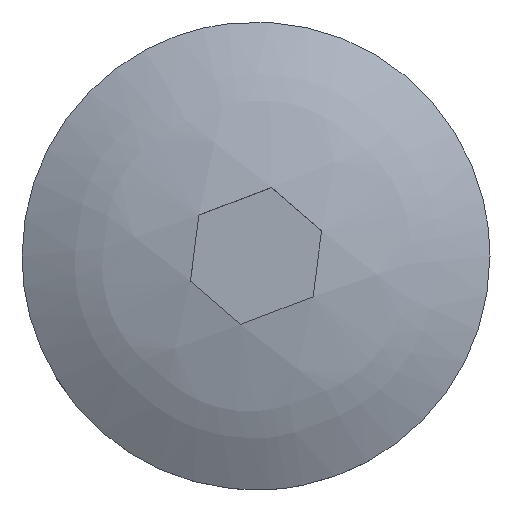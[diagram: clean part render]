
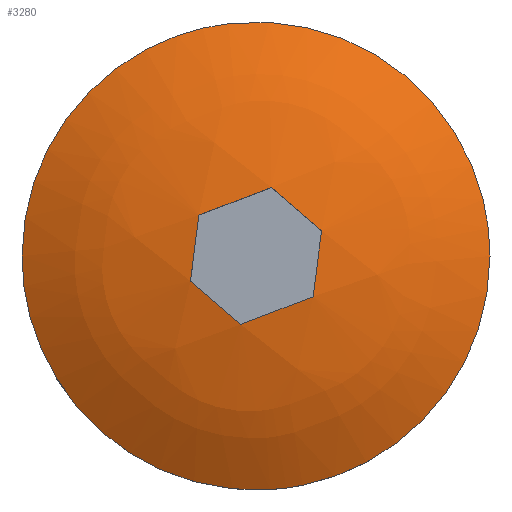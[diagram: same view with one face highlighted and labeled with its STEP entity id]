
A CAD part, top view. The second image highlights one B-rep face of the part: STEP entity #3280.
In plain terms, the highlighted free-form (B-spline) face has degree [2, 2] with [4, 4] control points.
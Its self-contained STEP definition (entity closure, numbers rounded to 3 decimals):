
#767=CARTESIAN_POINT('',(-0.708,5.958,7.352));
#768=VERTEX_POINT('',#767);
#774=CARTESIAN_POINT('',(6.0,0.0,7.352));
#775=VERTEX_POINT('',#774);
#776=CARTESIAN_POINT('',(-0.708,5.958,7.352));
#777=CARTESIAN_POINT('',(-0.355,6.0,7.352));
#778=CARTESIAN_POINT('',(0.0,6.0,7.352));
#779=CARTESIAN_POINT('',(6.0,6.0,7.352));
#780=CARTESIAN_POINT('',(6.0,0.0,7.352));
#788=(BOUNDED_CURVE()B_SPLINE_CURVE(2,(#776,#777,#778,#779,#780),.UNSPECIFIED.,.F.,.U.)B_SPLINE_CURVE_WITH_KNOTS((3,2,3),(0.23,0.25,0.5),.UNSPECIFIED.)CURVE()GEOMETRIC_REPRESENTATION_ITEM()RATIONAL_B_SPLINE_CURVE((0.956,0.976,1.0,0.707,1.0))REPRESENTATION_ITEM(''));
#789=EDGE_CURVE('',#768,#775,#788,.T.);
#791=CARTESIAN_POINT('',(0.366,-5.989,7.352));
#792=VERTEX_POINT('',#791);
#793=CARTESIAN_POINT('',(6.0,0.0,7.352));
#794=CARTESIAN_POINT('',(6.,-5.644,7.352));
#795=CARTESIAN_POINT('',(0.366,-5.989,7.352));
#803=(BOUNDED_CURVE()B_SPLINE_CURVE(2,(#793,#794,#795),.UNSPECIFIED.,.F.,.U.)B_SPLINE_CURVE_WITH_KNOTS((3,3),(0.5,0.739),.UNSPECIFIED.)CURVE()GEOMETRIC_REPRESENTATION_ITEM()RATIONAL_B_SPLINE_CURVE((1.0,0.72,0.976))REPRESENTATION_ITEM(''));
#804=EDGE_CURVE('',#775,#792,#803,.T.);
#878=CARTESIAN_POINT('',(-6.0,0.0,7.352));
#879=VERTEX_POINT('',#878);
#880=CARTESIAN_POINT('',(0.366,-5.989,7.352));
#881=CARTESIAN_POINT('',(0.183,-6.0,7.352));
#882=CARTESIAN_POINT('',(0.0,-6.0,7.352));
#883=CARTESIAN_POINT('',(-6.0,-6.0,7.352));
#884=CARTESIAN_POINT('',(-6.0,0.0,7.352));
#892=(BOUNDED_CURVE()B_SPLINE_CURVE(2,(#880,#881,#882,#883,#884),.UNSPECIFIED.,.F.,.U.)B_SPLINE_CURVE_WITH_KNOTS((3,2,3),(0.739,0.75,1.0),.UNSPECIFIED.)CURVE()GEOMETRIC_REPRESENTATION_ITEM()RATIONAL_B_SPLINE_CURVE((0.976,0.988,1.0,0.707,1.0))REPRESENTATION_ITEM(''));
#893=EDGE_CURVE('',#792,#879,#892,.T.);
#895=CARTESIAN_POINT('',(-6.0,0.0,7.352));
#896=CARTESIAN_POINT('',(-6.,5.329,7.352));
#897=CARTESIAN_POINT('',(-0.708,5.958,7.352));
#905=(BOUNDED_CURVE()B_SPLINE_CURVE(2,(#895,#896,#897),.UNSPECIFIED.,.F.,.U.)B_SPLINE_CURVE_WITH_KNOTS((3,3),(0.0,0.23),.UNSPECIFIED.)CURVE()GEOMETRIC_REPRESENTATION_ITEM()RATIONAL_B_SPLINE_CURVE((1.0,0.731,0.956))REPRESENTATION_ITEM(''));
#906=EDGE_CURVE('',#879,#768,#905,.T.);
#2980=CARTESIAN_POINT('',(-1.466,1.044,8.816));
#2981=VERTEX_POINT('',#2980);
#2982=CARTESIAN_POINT('',(-1.68,-0.645,8.816));
#2983=VERTEX_POINT('',#2982);
#2984=CARTESIAN_POINT('',(-1.466,1.044,8.816));
#2985=CARTESIAN_POINT('',(-1.573,0.199,8.877));
#2986=CARTESIAN_POINT('',(-1.68,-0.645,8.816));
#2994=(BOUNDED_CURVE()B_SPLINE_CURVE(2,(#2984,#2985,#2986),.UNSPECIFIED.,.F.,.U.)CURVE()GEOMETRIC_REPRESENTATION_ITEM()QUASI_UNIFORM_CURVE()RATIONAL_B_SPLINE_CURVE((1.0,0.997,1.0))REPRESENTATION_ITEM(''));
#2995=EDGE_CURVE('',#2981,#2983,#2994,.T.);
#3016=CARTESIAN_POINT('',(0.391,1.757,8.816));
#3017=VERTEX_POINT('',#3016);
#3018=CARTESIAN_POINT('',(0.391,1.757,8.816));
#3019=CARTESIAN_POINT('',(-0.538,1.4,8.899));
#3020=CARTESIAN_POINT('',(-1.466,1.044,8.816));
#3028=(BOUNDED_CURVE()B_SPLINE_CURVE(2,(#3018,#3019,#3020),.UNSPECIFIED.,.F.,.U.)CURVE()GEOMETRIC_REPRESENTATION_ITEM()QUASI_UNIFORM_CURVE()RATIONAL_B_SPLINE_CURVE((1.0,0.997,1.0))REPRESENTATION_ITEM(''));
#3029=EDGE_CURVE('',#3017,#2981,#3028,.T.);
#3046=CARTESIAN_POINT('',(1.68,0.645,8.816));
#3047=VERTEX_POINT('',#3046);
#3048=CARTESIAN_POINT('',(1.68,0.645,8.816));
#3049=CARTESIAN_POINT('',(1.036,1.201,8.877));
#3050=CARTESIAN_POINT('',(0.391,1.757,8.816));
#3058=(BOUNDED_CURVE()B_SPLINE_CURVE(2,(#3048,#3049,#3050),.UNSPECIFIED.,.F.,.U.)CURVE()GEOMETRIC_REPRESENTATION_ITEM()QUASI_UNIFORM_CURVE()RATIONAL_B_SPLINE_CURVE((1.0,0.997,1.0))REPRESENTATION_ITEM(''));
#3059=EDGE_CURVE('',#3047,#3017,#3058,.T.);
#3076=CARTESIAN_POINT('',(1.466,-1.044,8.816));
#3077=VERTEX_POINT('',#3076);
#3078=CARTESIAN_POINT('',(1.466,-1.044,8.816));
#3079=CARTESIAN_POINT('',(1.573,-0.199,8.877));
#3080=CARTESIAN_POINT('',(1.68,0.645,8.816));
#3088=(BOUNDED_CURVE()B_SPLINE_CURVE(2,(#3078,#3079,#3080),.UNSPECIFIED.,.F.,.U.)CURVE()GEOMETRIC_REPRESENTATION_ITEM()QUASI_UNIFORM_CURVE()RATIONAL_B_SPLINE_CURVE((1.0,0.997,1.0))REPRESENTATION_ITEM(''));
#3089=EDGE_CURVE('',#3077,#3047,#3088,.T.);
#3106=CARTESIAN_POINT('',(-0.391,-1.757,8.816));
#3107=VERTEX_POINT('',#3106);
#3108=CARTESIAN_POINT('',(-0.391,-1.757,8.816));
#3109=CARTESIAN_POINT('',(0.538,-1.4,8.899));
#3110=CARTESIAN_POINT('',(1.466,-1.044,8.816));
#3118=(BOUNDED_CURVE()B_SPLINE_CURVE(2,(#3108,#3109,#3110),.UNSPECIFIED.,.F.,.U.)CURVE()GEOMETRIC_REPRESENTATION_ITEM()QUASI_UNIFORM_CURVE()RATIONAL_B_SPLINE_CURVE((1.0,0.997,1.0))REPRESENTATION_ITEM(''));
#3119=EDGE_CURVE('',#3107,#3077,#3118,.T.);
#3136=CARTESIAN_POINT('',(-1.68,-0.645,8.816));
#3137=CARTESIAN_POINT('',(-1.036,-1.201,8.877));
#3138=CARTESIAN_POINT('',(-0.391,-1.757,8.816));
#3146=(BOUNDED_CURVE()B_SPLINE_CURVE(2,(#3136,#3137,#3138),.UNSPECIFIED.,.F.,.U.)CURVE()GEOMETRIC_REPRESENTATION_ITEM()QUASI_UNIFORM_CURVE()RATIONAL_B_SPLINE_CURVE((1.0,0.997,1.0))REPRESENTATION_ITEM(''));
#3147=EDGE_CURVE('',#2983,#3107,#3146,.T.);
#3242=CARTESIAN_POINT('',(-6.031,-6.031,5.414));
#3243=CARTESIAN_POINT('',(-3.254,-6.509,7.043));
#3244=CARTESIAN_POINT('',(3.254,-6.509,7.043));
#3245=CARTESIAN_POINT('',(6.031,-6.031,5.414));
#3246=CARTESIAN_POINT('',(-6.509,-3.254,7.043));
#3247=CARTESIAN_POINT('',(-3.534,-3.534,8.952));
#3248=CARTESIAN_POINT('',(3.534,-3.534,8.952));
#3249=CARTESIAN_POINT('',(6.509,-3.254,7.043));
#3250=CARTESIAN_POINT('',(-6.509,3.254,7.043));
#3251=CARTESIAN_POINT('',(-3.534,3.534,8.952));
#3252=CARTESIAN_POINT('',(3.534,3.534,8.952));
#3253=CARTESIAN_POINT('',(6.509,3.254,7.043));
#3254=CARTESIAN_POINT('',(-6.031,6.031,5.414));
#3255=CARTESIAN_POINT('',(-3.254,6.509,7.043));
#3256=CARTESIAN_POINT('',(3.254,6.509,7.043));
#3257=CARTESIAN_POINT('',(6.031,6.031,5.414));
#3265=(BOUNDED_SURFACE()B_SPLINE_SURFACE(2,2,((#3242,#3246,#3250,#3254),(#3243,#3247,#3251,#3255),(#3244,#3248,#3252,#3256),(#3245,#3249,#3253,#3257)),.UNSPECIFIED.,.F.,.F.,.U.)B_SPLINE_SURFACE_WITH_KNOTS((3,1,3),(3,1,3),(1.356,8.01,14.664),(1.356,8.01,14.664),.UNSPECIFIED.)GEOMETRIC_REPRESENTATION_ITEM()RATIONAL_B_SPLINE_SURFACE(((1.172,1.086,1.086,1.172),(1.086,1.0,1.0,1.086),(1.086,1.0,1.0,1.086),(1.172,1.086,1.086,1.172)))REPRESENTATION_ITEM('')SURFACE());
#3266=ORIENTED_EDGE('',*,*,#893,.F.);
#3267=ORIENTED_EDGE('',*,*,#804,.F.);
#3268=ORIENTED_EDGE('',*,*,#789,.F.);
#3269=ORIENTED_EDGE('',*,*,#906,.F.);
#3270=EDGE_LOOP('',(#3266,#3267,#3268,#3269));
#3271=FACE_OUTER_BOUND('',#3270,.T.);
#3272=ORIENTED_EDGE('',*,*,#3147,.F.);
#3273=ORIENTED_EDGE('',*,*,#2995,.F.);
#3274=ORIENTED_EDGE('',*,*,#3029,.F.);
#3275=ORIENTED_EDGE('',*,*,#3059,.F.);
#3276=ORIENTED_EDGE('',*,*,#3089,.F.);
#3277=ORIENTED_EDGE('',*,*,#3119,.F.);
#3278=EDGE_LOOP('',(#3272,#3273,#3274,#3275,#3276,#3277));
#3279=FACE_BOUND('',#3278,.T.);
#3280=ADVANCED_FACE('',(#3271,#3279),#3265,.T.);
